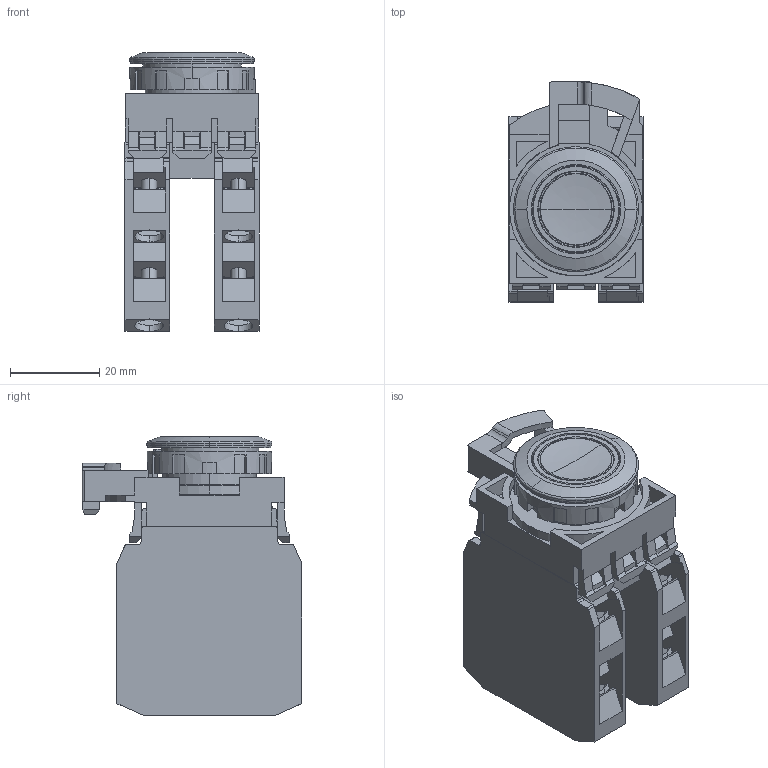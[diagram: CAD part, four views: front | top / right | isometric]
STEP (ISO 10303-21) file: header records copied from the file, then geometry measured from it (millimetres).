
FILE_DESCRIPTION (( 'STEP AP214' ), '1' );
FILE_NAME ('12_CW[1][4]B-M1Exx[40][04][22]$.STEP', '2020-09-23T02:01:25', ( 'IDEC' ), ( 'IDEC' ), 'SwSTEP 2.0', 'SolidWorks 2019', '' );
FILE_SCHEMA (( 'AUTOMOTIVE_DESIGN' ));
Length unit declared in the file: millimetre
Products named in the file (7): CW-CN; CW-CB-DUMMY-BLOCK; CW-PB-BODY; YW-EWxx; 12_CW[1][4]B-M1Exx[40][04][22]$; CW-ROUND-FLUSH-BUTTON; CW-LOCK-NUT
Assembly tree (7 placements, depth 2):
  12_CW[1][4]B-M1Exx[40][04][22]$
    CW-PB-BODY
    CW-ROUND-FLUSH-BUTTON
    CW-CN
    YW-EWxx  x2
    CW-LOCK-NUT
    CW-CB-DUMMY-BLOCK
Bounding box: 30 x 49.2 x 62.4 mm (x, y, z)
Volume: 45376.3 mm3; surface area: 29101.2 mm2
Topology: 7 solids, 7 shells, 1299 faces, 3462 edges, 2205 vertices
Faces by surface type: plane 904, cylinder 281, bspline 70, cone 44
Entity records: 27116 total; most frequent: CARTESIAN_POINT 5951, ORIENTED_EDGE 4520, DIRECTION 4130, EDGE_CURVE 2260, VECTOR 1654, LINE 1654, VERTEX_POINT 1445, AXIS2_PLACEMENT_3D 1238
